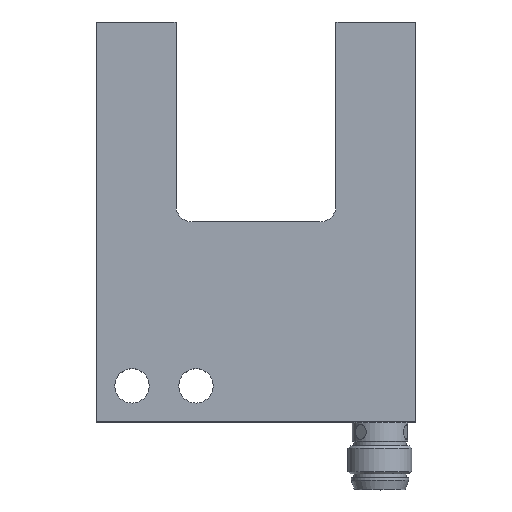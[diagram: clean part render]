
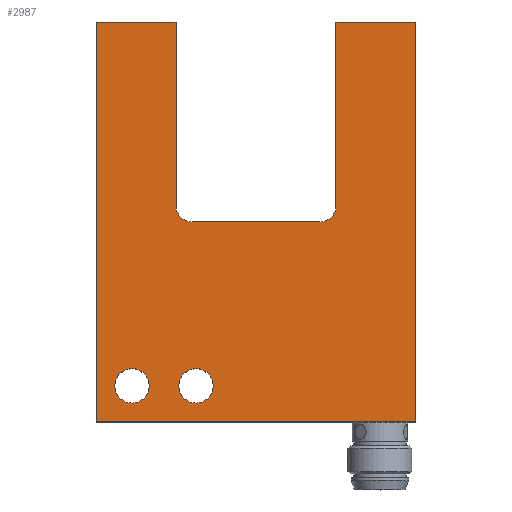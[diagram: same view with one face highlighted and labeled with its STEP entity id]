
A CAD part, top view. The second image highlights one B-rep face of the part: STEP entity #2987.
In plain terms, the highlighted planar face has unit normal (0, 0, 1).
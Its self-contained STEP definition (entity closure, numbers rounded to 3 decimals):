
#108=LINE('',#4844,#296);
#112=LINE('',#4858,#300);
#118=LINE('',#4870,#306);
#119=LINE('',#4872,#307);
#136=LINE('',#4927,#324);
#163=LINE('',#5004,#351);
#166=LINE('',#5012,#354);
#167=LINE('',#5018,#355);
#296=VECTOR('',#3785,40.);
#300=VECTOR('',#3797,50.);
#306=VECTOR('',#3805,10.);
#307=VECTOR('',#3808,50.);
#324=VECTOR('',#3853,10.);
#351=VECTOR('',#3940,16.);
#354=VECTOR('',#3949,23.);
#355=VECTOR('',#3958,23.);
#519=PLANE('',#3274);
#579=FACE_BOUND('',#945,.T.);
#580=FACE_BOUND('',#946,.T.);
#728=FACE_OUTER_BOUND('',#944,.T.);
#944=EDGE_LOOP('',(#2345,#2346,#2347,#2348,#2349,#2350,#2351,#2352,#2353,
#2354));
#945=EDGE_LOOP('',(#2355));
#946=EDGE_LOOP('',(#2356));
#1133=CIRCLE('',#3234,2.15);
#1134=CIRCLE('',#3236,2.15);
#1143=CIRCLE('',#3269,2.);
#1145=CIRCLE('',#3273,2.);
#1322=VERTEX_POINT('',#4842);
#1323=VERTEX_POINT('',#4843);
#1329=VERTEX_POINT('',#4857);
#1331=VERTEX_POINT('',#4863);
#1334=VERTEX_POINT('',#4868);
#1356=VERTEX_POINT('',#4919);
#1357=VERTEX_POINT('',#4922);
#1358=VERTEX_POINT('',#4925);
#1377=VERTEX_POINT('',#5000);
#1378=VERTEX_POINT('',#5002);
#1379=VERTEX_POINT('',#5006);
#1380=VERTEX_POINT('',#5010);
#1644=EDGE_CURVE('',#1322,#1323,#108,.T.);
#1651=EDGE_CURVE('',#1329,#1322,#112,.T.);
#1657=EDGE_CURVE('',#1334,#1331,#118,.T.);
#1658=EDGE_CURVE('',#1323,#1334,#119,.T.);
#1682=EDGE_CURVE('',#1356,#1356,#1133,.T.);
#1683=EDGE_CURVE('',#1357,#1357,#1134,.T.);
#1685=EDGE_CURVE('',#1358,#1329,#136,.T.);
#1720=EDGE_CURVE('',#1377,#1378,#163,.T.);
#1721=EDGE_CURVE('',#1379,#1378,#1143,.T.);
#1724=EDGE_CURVE('',#1358,#1380,#166,.T.);
#1726=EDGE_CURVE('',#1377,#1380,#1145,.T.);
#1727=EDGE_CURVE('',#1379,#1331,#167,.T.);
#2345=ORIENTED_EDGE('',*,*,#1727,.T.);
#2346=ORIENTED_EDGE('',*,*,#1657,.F.);
#2347=ORIENTED_EDGE('',*,*,#1658,.F.);
#2348=ORIENTED_EDGE('',*,*,#1644,.F.);
#2349=ORIENTED_EDGE('',*,*,#1651,.F.);
#2350=ORIENTED_EDGE('',*,*,#1685,.F.);
#2351=ORIENTED_EDGE('',*,*,#1724,.T.);
#2352=ORIENTED_EDGE('',*,*,#1726,.F.);
#2353=ORIENTED_EDGE('',*,*,#1720,.T.);
#2354=ORIENTED_EDGE('',*,*,#1721,.F.);
#2355=ORIENTED_EDGE('',*,*,#1683,.T.);
#2356=ORIENTED_EDGE('',*,*,#1682,.T.);
#2987=ADVANCED_FACE('',(#728,#579,#580),#519,.T.);
#3234=AXIS2_PLACEMENT_3D('',#4920,#3844,#3845);
#3236=AXIS2_PLACEMENT_3D('',#4923,#3848,#3849);
#3269=AXIS2_PLACEMENT_3D('',#5007,#3943,#3944);
#3273=AXIS2_PLACEMENT_3D('',#5016,#3954,#3955);
#3274=AXIS2_PLACEMENT_3D('',#5017,#3956,#3957);
#3785=DIRECTION('',(-1.,0.,0.));
#3797=DIRECTION('',(0.,-1.,0.));
#3805=DIRECTION('',(1.,0.,0.));
#3808=DIRECTION('',(0.,1.,0.));
#3844=DIRECTION('center_axis',(0.,0.,-1.));
#3845=DIRECTION('ref_axis',(-1.,0.,0.));
#3848=DIRECTION('center_axis',(0.,0.,-1.));
#3849=DIRECTION('ref_axis',(-1.,0.,0.));
#3853=DIRECTION('',(1.,0.,0.));
#3940=DIRECTION('',(-1.,0.,0.));
#3943=DIRECTION('center_axis',(0.,0.,1.));
#3944=DIRECTION('ref_axis',(-0.707,-0.707,0.));
#3949=DIRECTION('',(0.,-1.,0.));
#3954=DIRECTION('center_axis',(0.,0.,1.));
#3955=DIRECTION('ref_axis',(0.707,-0.707,0.));
#3956=DIRECTION('center_axis',(0.,0.,1.));
#3957=DIRECTION('ref_axis',(1.,0.,0.));
#3958=DIRECTION('',(0.,1.,0.));
#4842=CARTESIAN_POINT('',(40.,0.,10.));
#4843=CARTESIAN_POINT('',(0.,0.,10.));
#4844=CARTESIAN_POINT('',(0.,0.,10.));
#4857=CARTESIAN_POINT('',(40.,50.,10.));
#4858=CARTESIAN_POINT('',(40.,0.,10.));
#4863=CARTESIAN_POINT('',(10.,50.,10.));
#4868=CARTESIAN_POINT('',(0.,50.,10.));
#4870=CARTESIAN_POINT('',(40.,50.,10.));
#4872=CARTESIAN_POINT('',(0.,50.,10.));
#4919=CARTESIAN_POINT('',(14.65,4.5,10.));
#4920=CARTESIAN_POINT('Origin',(12.5,4.5,10.));
#4922=CARTESIAN_POINT('',(6.65,4.5,10.));
#4923=CARTESIAN_POINT('Origin',(4.5,4.5,10.));
#4925=CARTESIAN_POINT('',(30.,50.,10.));
#4927=CARTESIAN_POINT('',(40.,50.,10.));
#5000=CARTESIAN_POINT('',(28.,25.,10.));
#5002=CARTESIAN_POINT('',(12.,25.,10.));
#5004=CARTESIAN_POINT('',(15.,25.,10.));
#5006=CARTESIAN_POINT('',(10.,27.,10.));
#5007=CARTESIAN_POINT('Origin',(12.,27.,10.));
#5010=CARTESIAN_POINT('',(30.,27.,10.));
#5012=CARTESIAN_POINT('',(30.,25.,10.));
#5016=CARTESIAN_POINT('Origin',(28.,27.,10.));
#5017=CARTESIAN_POINT('Origin',(20.,25.,10.));
#5018=CARTESIAN_POINT('',(10.,37.5,10.));
